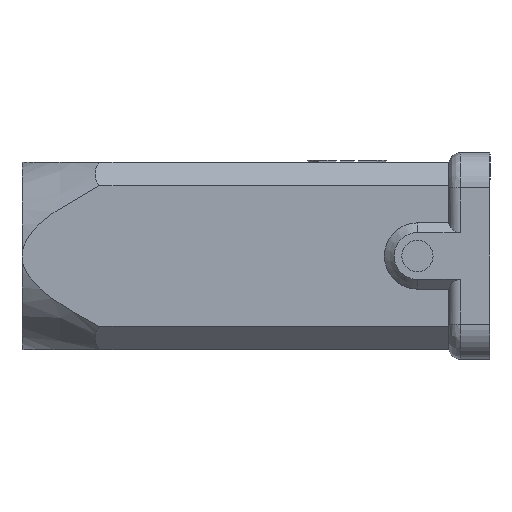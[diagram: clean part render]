
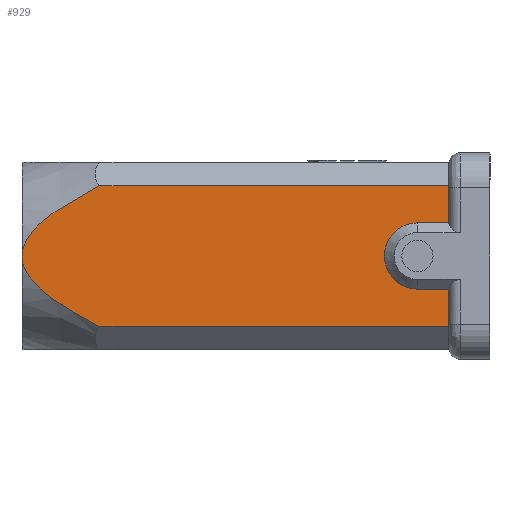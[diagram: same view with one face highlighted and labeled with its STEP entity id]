
A CAD part, left-side view. The second image highlights one B-rep face of the part: STEP entity #929.
In plain terms, the highlighted planar face has unit normal (-1, 0, 0).
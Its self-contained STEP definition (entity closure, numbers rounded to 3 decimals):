
#578=(
BOUNDED_CURVE()
B_SPLINE_CURVE(2,(#6346,#6347,#6348),.UNSPECIFIED.,.F.,.F.)
B_SPLINE_CURVE_WITH_KNOTS((3,3),(0.,1.),.UNSPECIFIED.)
CURVE()
GEOMETRIC_REPRESENTATION_ITEM()
RATIONAL_B_SPLINE_CURVE((1.165,1.165,1.035))
REPRESENTATION_ITEM('')
);
#580=(
BOUNDED_CURVE()
B_SPLINE_CURVE(2,(#6376,#6377,#6378),.UNSPECIFIED.,.F.,.F.)
B_SPLINE_CURVE_WITH_KNOTS((3,3),(0.,1.),.UNSPECIFIED.)
CURVE()
GEOMETRIC_REPRESENTATION_ITEM()
RATIONAL_B_SPLINE_CURVE((1.035,1.165,1.165))
REPRESENTATION_ITEM('')
);
#749=CIRCLE('',#4302,4.25);
#750=CIRCLE('',#4303,4.25);
#929=ADVANCED_FACE('',(#1243),#1077,.T.);
#1077=PLANE('',#4306);
#1243=FACE_OUTER_BOUND('',#1446,.T.);
#1446=EDGE_LOOP('',(#2290,#2291,#2292,#2293,#2294,#2295,#2296,#2297,#2298,
#2299));
#2290=ORIENTED_EDGE('',*,*,#3208,.T.);
#2291=ORIENTED_EDGE('',*,*,#3023,.T.);
#2292=ORIENTED_EDGE('',*,*,#3209,.T.);
#2293=ORIENTED_EDGE('',*,*,#3210,.T.);
#2294=ORIENTED_EDGE('',*,*,#3197,.T.);
#2295=ORIENTED_EDGE('',*,*,#3200,.T.);
#2296=ORIENTED_EDGE('',*,*,#3202,.T.);
#2297=ORIENTED_EDGE('',*,*,#3203,.T.);
#2298=ORIENTED_EDGE('',*,*,#3206,.T.);
#2299=ORIENTED_EDGE('',*,*,#3205,.T.);
#2622=VERTEX_POINT('',#5799);
#2625=VERTEX_POINT('',#5805);
#2741=VERTEX_POINT('',#6343);
#2742=VERTEX_POINT('',#6349);
#2743=VERTEX_POINT('',#6355);
#2744=VERTEX_POINT('',#6359);
#2745=VERTEX_POINT('',#6363);
#2746=VERTEX_POINT('',#6367);
#2747=VERTEX_POINT('',#6368);
#2748=VERTEX_POINT('',#6375);
#3023=EDGE_CURVE('',#2622,#2625,#3465,.T.);
#3197=EDGE_CURVE('',#2741,#2742,#578,.T.);
#3200=EDGE_CURVE('',#2742,#2743,#3564,.T.);
#3202=EDGE_CURVE('',#2743,#2744,#3566,.T.);
#3203=EDGE_CURVE('',#2744,#2745,#3567,.T.);
#3205=EDGE_CURVE('',#2746,#2747,#749,.T.);
#3206=EDGE_CURVE('',#2745,#2746,#750,.T.);
#3208=EDGE_CURVE('',#2747,#2622,#3570,.T.);
#3209=EDGE_CURVE('',#2625,#2748,#3571,.T.);
#3210=EDGE_CURVE('',#2748,#2741,#580,.T.);
#3465=LINE('',#5806,#3816);
#3564=LINE('',#6356,#3915);
#3566=LINE('',#6360,#3917);
#3567=LINE('',#6362,#3918);
#3570=LINE('',#6372,#3921);
#3571=LINE('',#6374,#3922);
#3816=VECTOR('',#4773,1.);
#3915=VECTOR('',#5124,1.);
#3917=VECTOR('',#5128,1.);
#3918=VECTOR('',#5131,1.);
#3921=VECTOR('',#5142,1.);
#3922=VECTOR('',#5145,1.);
#4302=AXIS2_PLACEMENT_3D('',#6366,#5135,#5136);
#4303=AXIS2_PLACEMENT_3D('',#6369,#5137,#5138);
#4306=AXIS2_PLACEMENT_3D('',#6379,#5146,#5147);
#4773=DIRECTION('',(0.,0.,1.));
#5124=DIRECTION('',(0.,-1.,0.));
#5128=DIRECTION('',(0.,0.,1.));
#5131=DIRECTION('',(0.,1.,0.));
#5135=DIRECTION('',(1.,0.,0.));
#5136=DIRECTION('',(0.,1.,0.));
#5137=DIRECTION('',(1.,0.,0.));
#5138=DIRECTION('',(0.,0.,-1.));
#5142=DIRECTION('',(0.,-1.,0.));
#5145=DIRECTION('',(0.,1.,0.));
#5146=DIRECTION('',(-1.,0.,0.));
#5147=DIRECTION('',(0.,1.,0.));
#5799=CARTESIAN_POINT('',(-12.,5.3,4.25));
#5805=CARTESIAN_POINT('',(-12.,5.3,9.));
#5806=CARTESIAN_POINT('',(-12.,5.3,4.25));
#6343=CARTESIAN_POINT('',(-12.,60.,0.));
#6346=CARTESIAN_POINT('',(-12.,60.,0.));
#6347=CARTESIAN_POINT('',(-12.,60.,-4.));
#6348=CARTESIAN_POINT('',(-12.,50.132,-9.));
#6349=CARTESIAN_POINT('',(-12.,50.132,-9.));
#6355=CARTESIAN_POINT('',(-12.,5.3,-9.));
#6356=CARTESIAN_POINT('',(-12.,50.132,-9.));
#6359=CARTESIAN_POINT('',(-12.,5.3,-4.25));
#6360=CARTESIAN_POINT('',(-12.,5.3,-9.));
#6362=CARTESIAN_POINT('',(-12.,5.3,-4.25));
#6363=CARTESIAN_POINT('',(-12.,9.3,-4.25));
#6366=CARTESIAN_POINT('',(-12.,9.3,0.));
#6367=CARTESIAN_POINT('',(-12.,13.55,0.));
#6368=CARTESIAN_POINT('',(-12.,9.3,4.25));
#6369=CARTESIAN_POINT('',(-12.,9.3,0.));
#6372=CARTESIAN_POINT('',(-12.,9.3,4.25));
#6374=CARTESIAN_POINT('',(-12.,5.3,9.));
#6375=CARTESIAN_POINT('',(-12.,50.132,9.));
#6376=CARTESIAN_POINT('',(-12.,50.132,9.));
#6377=CARTESIAN_POINT('',(-12.,60.,4.));
#6378=CARTESIAN_POINT('',(-12.,60.,0.));
#6379=CARTESIAN_POINT('',(-12.,-0.072,10.2));
